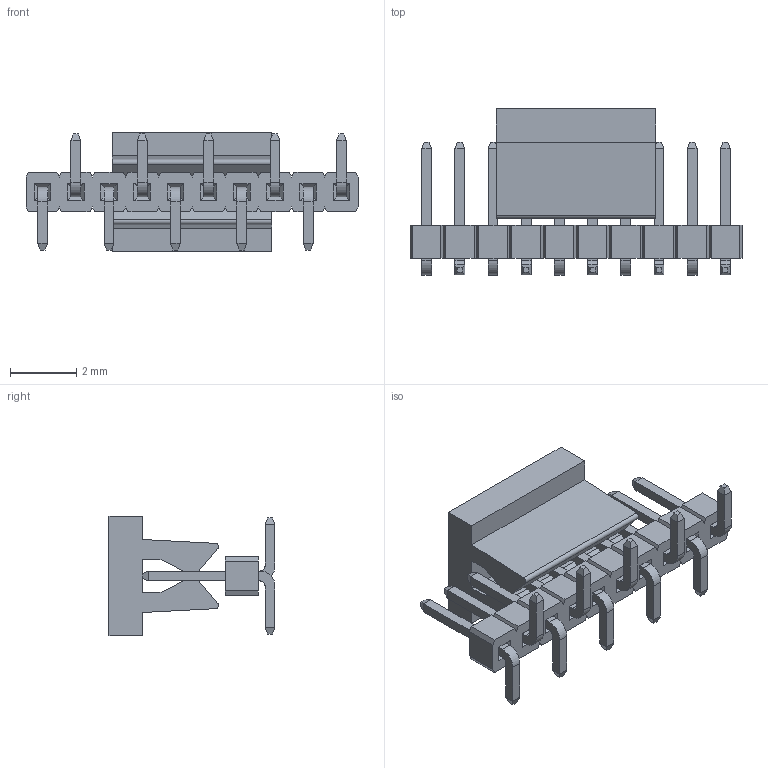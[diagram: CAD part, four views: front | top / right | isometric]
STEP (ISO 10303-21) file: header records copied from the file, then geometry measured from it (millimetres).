
FILE_DESCRIPTION( ('This file contains a STEP AP42 implementation' ,'as created by ZW3D STEP Interface translator.') ,'2;1' );
FILE_NAME( '1510-11XXXXMXXXXX02.stp' ,'23 313.202942', (''), ('ZWCAD Software Co.'), 'Version 1.0', 'ZW3D to STEP translator', '' );
FILE_SCHEMA(('AUTOMOTIVE_DESIGN { 1 0 10303 214 1 1 1 1 }'));
Length unit declared in the file: millimetre
Products named in the file (2): 0; 1510-11XXXXMXXXXX_ASM_1_ASM_1
Bounding box: 10 x 5 x 3.6 mm (x, y, z)
Volume: 47.7 mm3; surface area: 224.9 mm2
Topology: 12 solids, 12 shells, 350 faces, 858 edges, 532 vertices
Faces by surface type: plane 322, cylinder 28
Entity records: 10383 total; most frequent: CARTESIAN_POINT 1741, ORIENTED_EDGE 1716, DIRECTION 1616, EDGE_CURVE 858, VECTOR 802, LINE 802, VERTEX_POINT 532, AXIS2_PLACEMENT_3D 407
